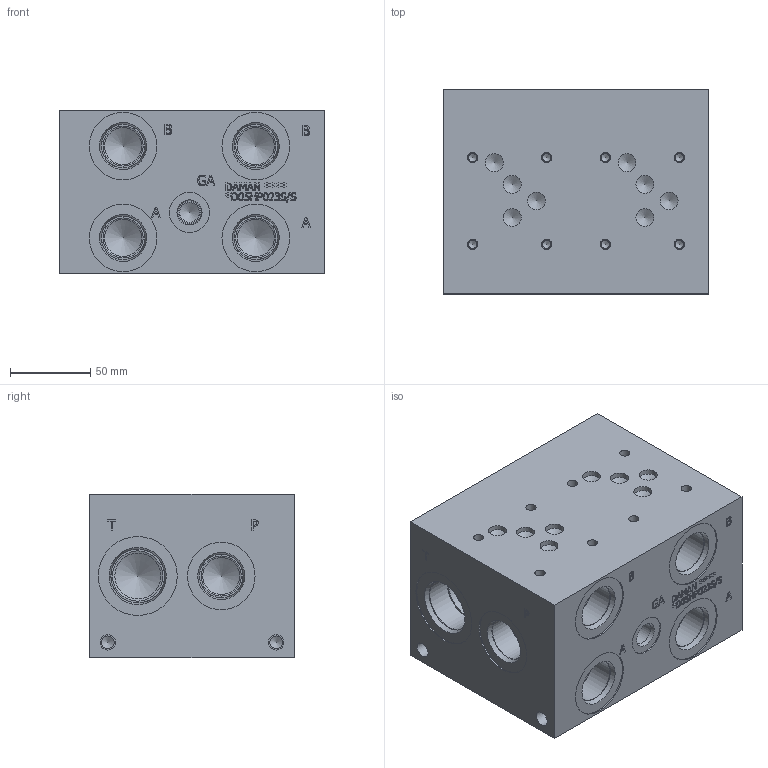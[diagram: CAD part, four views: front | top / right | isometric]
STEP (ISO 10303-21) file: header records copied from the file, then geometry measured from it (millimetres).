
FILE_DESCRIPTION(/* description */ (''),/* implementation_level */ '2;1');
FILE_NAME(/* name */ '_D05HP023S_S.stp',/* time_stamp */ '2022-10-13T15:10:41-04:00',/* author */ ('bobbyh'),/* organization */ (''),/* preprocessor_version */ 'ST-DEVELOPER v18',/* originating_system */ 'Autodesk Inventor 2020',/* authorisation */ '');
FILE_SCHEMA (('AUTOMOTIVE_DESIGN { 1 0 10303 214 3 1 1 }'));
Length unit declared in the file: millimetre
Products named in the file (1): Part_AD05HP023S_S_3D
Bounding box: 165.1 x 127 x 101.6 mm (x, y, z)
Volume: 1916163.8 mm3; surface area: 136262.9 mm2
Topology: 1 solids, 1 shells, 706 faces, 1927 edges, 1304 vertices
Faces by surface type: plane 379, bspline 181, cylinder 85, cone 61
Full cylindrical faces by diameter (mm): 5.105 x8, 6.35 x8, 7.925 x4, 9.525 x4, 11.113 x2, 11.125 x6, 12.294 x1, 12.9 x1, 14.275 x1, 14.529 x1, 17.475 x1, 22.225 x1, 23.012 x6, 23.698 x1, 24.917 x6, 25.019 x1, 25.4 x1, 26.187 x1, 26.99 x2, 27 x4, 27.381 x1, 27.432 x6, 28.575 x2, 31.267 x2, 33.325 x1, 33.34 x1, 33.35 x1, 33.757 x2, 35.509 x1, 42.037 x6
Entity records: 23719 total; most frequent: CARTESIAN_POINT 6261, ORIENTED_EDGE 3794, DIRECTION 2907, EDGE_CURVE 1897, VERTEX_POINT 1304, LINE 1215, VECTOR 1215, AXIS2_PLACEMENT_3D 846
